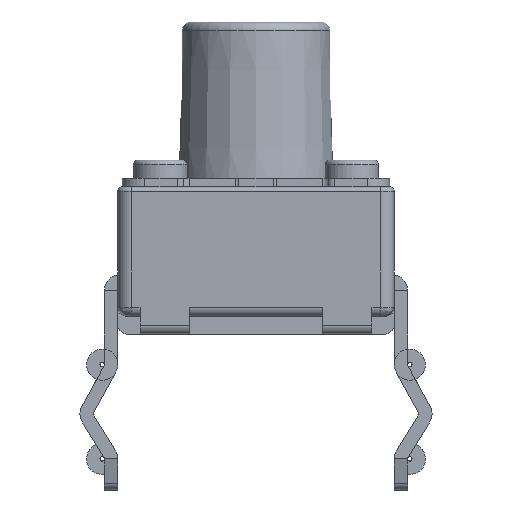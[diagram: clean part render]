
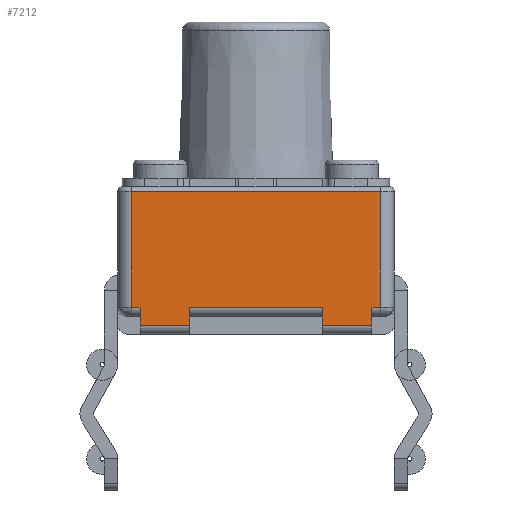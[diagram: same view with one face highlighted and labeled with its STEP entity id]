
A CAD part, front view. The second image highlights one B-rep face of the part: STEP entity #7212.
In plain terms, the highlighted planar face has unit normal (0, -1, 0).
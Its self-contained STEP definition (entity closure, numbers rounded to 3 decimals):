
#5702 = VERTEX_POINT('',#5703);
#5703 = CARTESIAN_POINT('',(6.05,-5.349,0.649));
#5741 = VERTEX_POINT('',#5742);
#5742 = CARTESIAN_POINT('',(5.85,-5.349,0.649));
#5758 = EDGE_CURVE('',#5702,#5741,#5759,.T.);
#5759 = LINE('',#5760,#5761);
#5760 = CARTESIAN_POINT('',(3.25,-5.349,0.649));
#5761 = VECTOR('',#5762,1.);
#5762 = DIRECTION('',(-1.,0.,0.));
#6016 = EDGE_CURVE('',#5741,#6017,#6019,.T.);
#6017 = VERTEX_POINT('',#6018);
#6018 = CARTESIAN_POINT('',(5.85,-5.349,0.249));
#6019 = LINE('',#6020,#6021);
#6020 = CARTESIAN_POINT('',(5.85,-5.349,0.449));
#6021 = VECTOR('',#6022,1.);
#6022 = DIRECTION('',(0.,0.,-1.));
#6079 = VERTEX_POINT('',#6080);
#6080 = CARTESIAN_POINT('',(4.75,-5.349,0.249));
#6087 = EDGE_CURVE('',#6088,#6079,#6090,.T.);
#6088 = VERTEX_POINT('',#6089);
#6089 = CARTESIAN_POINT('',(4.75,-5.349,0.649));
#6090 = LINE('',#6091,#6092);
#6091 = CARTESIAN_POINT('',(4.75,-5.349,0.449));
#6092 = VECTOR('',#6093,1.);
#6093 = DIRECTION('',(0.,0.,-1.));
#6147 = VERTEX_POINT('',#6148);
#6148 = CARTESIAN_POINT('',(6.05,-5.349,3.249));
#6213 = EDGE_CURVE('',#6147,#5702,#6214,.T.);
#6214 = LINE('',#6215,#6216);
#6215 = CARTESIAN_POINT('',(6.05,-5.349,3.349));
#6216 = VECTOR('',#6217,1.);
#6217 = DIRECTION('',(0.,0.,-1.));
#6260 = EDGE_CURVE('',#6017,#6079,#6261,.T.);
#6261 = LINE('',#6262,#6263);
#6262 = CARTESIAN_POINT('',(3.25,-5.349,0.249));
#6263 = VECTOR('',#6264,1.);
#6264 = DIRECTION('',(-1.,0.,0.));
#6415 = VERTEX_POINT('',#6416);
#6416 = CARTESIAN_POINT('',(1.75,-5.349,0.649));
#6430 = EDGE_CURVE('',#6415,#6088,#6431,.T.);
#6431 = LINE('',#6432,#6433);
#6432 = CARTESIAN_POINT('',(3.25,-5.349,0.649));
#6433 = VECTOR('',#6434,1.);
#6434 = DIRECTION('',(1.,0.,0.));
#6504 = VERTEX_POINT('',#6505);
#6505 = CARTESIAN_POINT('',(0.45,-5.349,0.649));
#6533 = VERTEX_POINT('',#6534);
#6534 = CARTESIAN_POINT('',(0.65,-5.349,0.649));
#6543 = EDGE_CURVE('',#6504,#6533,#6544,.T.);
#6544 = LINE('',#6545,#6546);
#6545 = CARTESIAN_POINT('',(3.25,-5.349,0.649));
#6546 = VECTOR('',#6547,1.);
#6547 = DIRECTION('',(1.,0.,0.));
#6825 = EDGE_CURVE('',#6533,#6826,#6828,.T.);
#6826 = VERTEX_POINT('',#6827);
#6827 = CARTESIAN_POINT('',(0.65,-5.349,0.249));
#6828 = LINE('',#6829,#6830);
#6829 = CARTESIAN_POINT('',(0.65,-5.349,0.449));
#6830 = VECTOR('',#6831,1.);
#6831 = DIRECTION('',(0.,0.,-1.));
#6936 = EDGE_CURVE('',#6415,#6937,#6939,.T.);
#6937 = VERTEX_POINT('',#6938);
#6938 = CARTESIAN_POINT('',(1.75,-5.349,0.249));
#6939 = LINE('',#6940,#6941);
#6940 = CARTESIAN_POINT('',(1.75,-5.349,0.449));
#6941 = VECTOR('',#6942,1.);
#6942 = DIRECTION('',(0.,0.,-1.));
#7037 = VERTEX_POINT('',#7038);
#7038 = CARTESIAN_POINT('',(0.45,-5.349,3.249));
#7045 = EDGE_CURVE('',#6147,#7037,#7046,.T.);
#7046 = LINE('',#7047,#7048);
#7047 = CARTESIAN_POINT('',(3.25,-5.349,3.249));
#7048 = VECTOR('',#7049,1.);
#7049 = DIRECTION('',(-1.,0.,0.));
#7157 = EDGE_CURVE('',#7037,#6504,#7158,.T.);
#7158 = LINE('',#7159,#7160);
#7159 = CARTESIAN_POINT('',(0.45,-5.349,3.349));
#7160 = VECTOR('',#7161,1.);
#7161 = DIRECTION('',(0.,0.,-1.));
#7194 = EDGE_CURVE('',#6826,#6937,#7195,.T.);
#7195 = LINE('',#7196,#7197);
#7196 = CARTESIAN_POINT('',(3.25,-5.349,0.249));
#7197 = VECTOR('',#7198,1.);
#7198 = DIRECTION('',(1.,0.,0.));
#7212 = ADVANCED_FACE('',(#7213),#7227,.F.);
#7213 = FACE_BOUND('',#7214,.T.);
#7214 = EDGE_LOOP('',(#7215,#7216,#7217,#7218,#7219,#7220,#7221,#7222,
    #7223,#7224,#7225,#7226));
#7215 = ORIENTED_EDGE('',*,*,#6936,.F.);
#7216 = ORIENTED_EDGE('',*,*,#6430,.T.);
#7217 = ORIENTED_EDGE('',*,*,#6087,.T.);
#7218 = ORIENTED_EDGE('',*,*,#6260,.F.);
#7219 = ORIENTED_EDGE('',*,*,#6016,.F.);
#7220 = ORIENTED_EDGE('',*,*,#5758,.F.);
#7221 = ORIENTED_EDGE('',*,*,#6213,.F.);
#7222 = ORIENTED_EDGE('',*,*,#7045,.T.);
#7223 = ORIENTED_EDGE('',*,*,#7157,.T.);
#7224 = ORIENTED_EDGE('',*,*,#6543,.T.);
#7225 = ORIENTED_EDGE('',*,*,#6825,.T.);
#7226 = ORIENTED_EDGE('',*,*,#7194,.T.);
#7227 = PLANE('',#7228);
#7228 = AXIS2_PLACEMENT_3D('',#7229,#7230,#7231);
#7229 = CARTESIAN_POINT('',(3.25,-5.349,3.349));
#7230 = DIRECTION('',(0.,1.,0.));
#7231 = DIRECTION('',(-1.,0.,0.));
